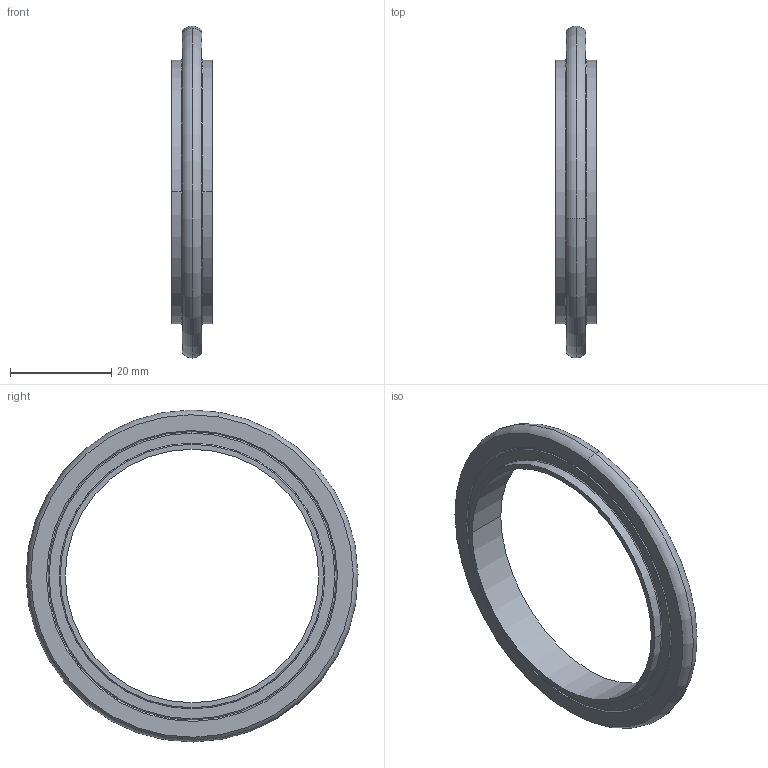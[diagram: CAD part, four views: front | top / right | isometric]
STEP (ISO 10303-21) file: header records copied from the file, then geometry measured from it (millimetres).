
FILE_DESCRIPTION((''),'2;1');
FILE_NAME('211-071.stp','2003-10-08T11:32:32',('KAA'),(''),'Autodesk Inventor (R) 6.0','Autodesk Inventor (R) 6.0','');
FILE_SCHEMA(('CONFIG_CONTROL_DESIGN'));
Length unit declared in the file: millimetre
Products named in the file (1): 211-071
Bounding box: 8 x 65.5 x 65.5 mm (x, y, z)
Volume: 5900.4 mm3; surface area: 5398.6 mm2
Topology: 1 solids, 1 shells, 32 faces, 82 edges, 56 vertices
Faces by surface type: torus 16, cylinder 6, plane 6, bspline 4
Entity records: 1293 total; most frequent: CARTESIAN_POINT 347, DIRECTION 216, ORIENTED_EDGE 164, AXIS2_PLACEMENT_3D 105, EDGE_CURVE 82, CIRCLE 76, VERTEX_POINT 56, EDGE_LOOP 38
